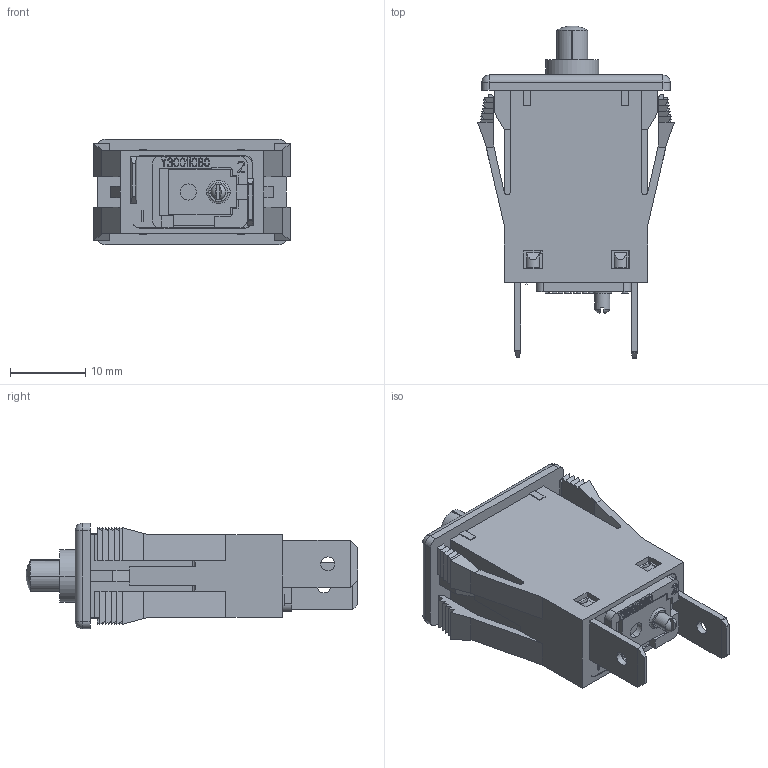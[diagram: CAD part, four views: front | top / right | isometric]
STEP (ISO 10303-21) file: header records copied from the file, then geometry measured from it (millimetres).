
FILE_DESCRIPTION((''),'2;1');
FILE_NAME('DUMMY_105_P10_INDIREKT','2024-02-27T13:39:08',('wschmidt'),(''),'CREO PARAMETRIC BY PTC INC, 2022484','CREO PARAMETRIC BY PTC INC, 2022484','');
FILE_SCHEMA(('AUTOMOTIVE_DESIGN { 1 0 10303 214 1 1 1 1 }'));
Length unit declared in the file: millimetre
Products named in the file (1): DUMMY_105_P10_INDIREKT
Bounding box: 26.1 x 44 x 14 mm (x, y, z)
Volume: 6284.8 mm3; surface area: 4810.2 mm2
Topology: 1 solids, 1 shells, 780 faces, 2213 edges, 1459 vertices
Faces by surface type: plane 687, cylinder 77, sphere 12, torus 4
Entity records: 32230 total; most frequent: CARTESIAN_POINT 4575, ORIENTED_EDGE 4422, DIRECTION 3931, PRESENTATION_STYLE_ASSIGNMENT 2255, STYLED_ITEM 2212, CURVE_STYLE 2211, EDGE_CURVE 2211, VECTOR 2001
